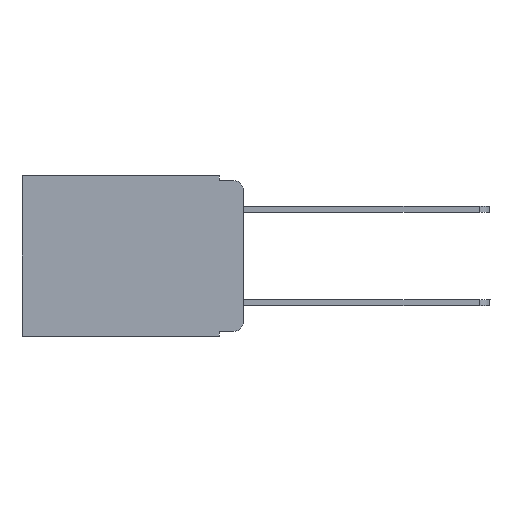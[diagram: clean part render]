
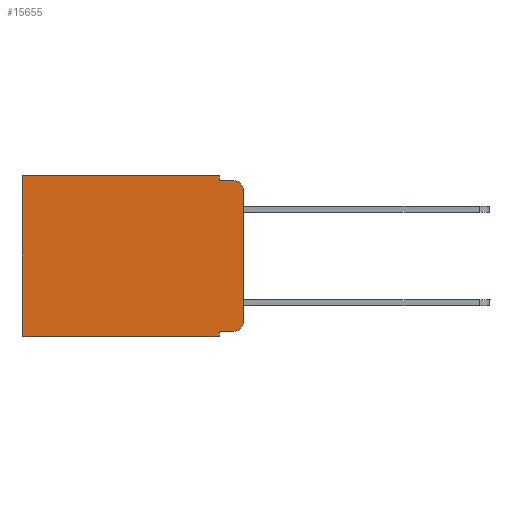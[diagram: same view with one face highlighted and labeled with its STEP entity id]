
A CAD part, left-side view. The second image highlights one B-rep face of the part: STEP entity #15655.
In plain terms, the highlighted planar face has unit normal (-1, 0, 0).
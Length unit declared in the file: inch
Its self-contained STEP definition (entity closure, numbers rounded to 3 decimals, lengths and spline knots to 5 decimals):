
#48 = VERTEX_POINT ( 'NONE', #7344 ) ;
#303 = EDGE_CURVE ( 'NONE', #1934, #6524, #7942, .T. ) ;
#309 = CARTESIAN_POINT ( 'NONE',  ( 0.298, 0.473, 0. ) ) ;
#667 = AXIS2_PLACEMENT_3D ( 'NONE', #1626, #6879, #12181 ) ;
#912 = CARTESIAN_POINT ( 'NONE',  ( 0.298, 0.051, -0.01 ) ) ;
#924 = LINE ( 'NONE', #7665, #10843 ) ;
#1267 = EDGE_CURVE ( 'NONE', #4926, #8462, #924, .T. ) ;
#1308 = CARTESIAN_POINT ( 'NONE',  ( 0.298, 0., -0.03 ) ) ;
#1626 = CARTESIAN_POINT ( 'NONE',  ( 0.298, 0., 0. ) ) ;
#1934 = VERTEX_POINT ( 'NONE', #1308 ) ;
#2372 = CARTESIAN_POINT ( 'NONE',  ( 0.298, 0.02, -0.01 ) ) ;
#2921 = FACE_OUTER_BOUND ( 'NONE', #8085, .T. ) ;
#3029 = CARTESIAN_POINT ( 'NONE',  ( 0.298, 0.051, -0.333 ) ) ;
#3261 = CARTESIAN_POINT ( 'NONE',  ( 0.298, 0.051, 0. ) ) ;
#3443 = DIRECTION ( 'NONE',  ( -1., 0., 0. ) ) ;
#3523 = ORIENTED_EDGE ( 'NONE', *, *, #1267, .T. ) ;
#3699 = ORIENTED_EDGE ( 'NONE', *, *, #7185, .F. ) ;
#3778 = ORIENTED_EDGE ( 'NONE', *, *, #8465, .T. ) ;
#3796 = ORIENTED_EDGE ( 'NONE', *, *, #16156, .F. ) ;
#3799 = DIRECTION ( 'NONE',  ( 0., 0., -1. ) ) ;
#3814 = CARTESIAN_POINT ( 'NONE',  ( 0.298, 0.473, 0. ) ) ;
#4015 = VERTEX_POINT ( 'NONE', #4457 ) ;
#4188 = VERTEX_POINT ( 'NONE', #8003 ) ;
#4281 = ORIENTED_EDGE ( 'NONE', *, *, #10371, .T. ) ;
#4457 = CARTESIAN_POINT ( 'NONE',  ( 0.298, 0.051, -0.343 ) ) ;
#4594 = LINE ( 'NONE', #16727, #12425 ) ;
#4926 = VERTEX_POINT ( 'NONE', #3261 ) ;
#5385 = VECTOR ( 'NONE', #8623, 39.37008 ) ;
#5389 = VERTEX_POINT ( 'NONE', #3029 ) ;
#5444 = CARTESIAN_POINT ( 'NONE',  ( 0.298, 0., -0.343 ) ) ;
#5720 = VERTEX_POINT ( 'NONE', #8700 ) ;
#6054 = LINE ( 'NONE', #11620, #9706 ) ;
#6097 = DIRECTION ( 'NONE',  ( -1., 0., 0. ) ) ;
#6192 = DIRECTION ( 'NONE',  ( 0., 1., 0. ) ) ;
#6524 = VERTEX_POINT ( 'NONE', #2372 ) ;
#6631 = ORIENTED_EDGE ( 'NONE', *, *, #15713, .F. ) ;
#6744 = EDGE_CURVE ( 'NONE', #1934, #5720, #4594, .T. ) ;
#6879 = DIRECTION ( 'NONE',  ( 1., 0., 0. ) ) ;
#7185 = EDGE_CURVE ( 'NONE', #4015, #4188, #8050, .T. ) ;
#7344 = CARTESIAN_POINT ( 'NONE',  ( 0.298, 0.02, -0.333 ) ) ;
#7665 = CARTESIAN_POINT ( 'NONE',  ( 0.298, 0., 0. ) ) ;
#7672 = CARTESIAN_POINT ( 'NONE',  ( 0.298, 0.051, 0. ) ) ;
#7942 = CIRCLE ( 'NONE', #16788, 0.02 ) ;
#7961 = ORIENTED_EDGE ( 'NONE', *, *, #303, .T. ) ;
#8003 = CARTESIAN_POINT ( 'NONE',  ( 0.298, 0.473, -0.343 ) ) ;
#8032 = LINE ( 'NONE', #8790, #5385 ) ;
#8050 = LINE ( 'NONE', #5444, #13499 ) ;
#8085 = EDGE_LOOP ( 'NONE', ( #11981, #7961, #3796, #6631, #3523, #3778, #3699, #9600, #4281, #16118 ) ) ;
#8106 = LINE ( 'NONE', #309, #8828 ) ;
#8462 = VERTEX_POINT ( 'NONE', #3814 ) ;
#8465 = EDGE_CURVE ( 'NONE', #8462, #4188, #8106, .T. ) ;
#8623 = DIRECTION ( 'NONE',  ( 0., 0., -1. ) ) ;
#8700 = CARTESIAN_POINT ( 'NONE',  ( 0.298, 0., -0.313 ) ) ;
#8790 = CARTESIAN_POINT ( 'NONE',  ( 0.298, 0.051, 0. ) ) ;
#8796 = CARTESIAN_POINT ( 'NONE',  ( 0.298, 0.02, -0.03 ) ) ;
#8828 = VECTOR ( 'NONE', #16177, 39.37008 ) ;
#9600 = ORIENTED_EDGE ( 'NONE', *, *, #15546, .F. ) ;
#9706 = VECTOR ( 'NONE', #16904, 39.37008 ) ;
#9877 = DIRECTION ( 'NONE',  ( 0., 0., -1. ) ) ;
#10041 = CARTESIAN_POINT ( 'NONE',  ( 0.298, 0.051, -0.01 ) ) ;
#10070 = VECTOR ( 'NONE', #3799, 39.37008 ) ;
#10262 = DIRECTION ( 'NONE',  ( 0., 0., -1. ) ) ;
#10371 = EDGE_CURVE ( 'NONE', #5389, #48, #6054, .T. ) ;
#10374 = AXIS2_PLACEMENT_3D ( 'NONE', #15378, #6097, #16353 ) ;
#10623 = PLANE ( 'NONE',  #667 ) ;
#10843 = VECTOR ( 'NONE', #6192, 39.37008 ) ;
#10936 = CIRCLE ( 'NONE', #10374, 0.02 ) ;
#11339 = DIRECTION ( 'NONE',  ( 0., -1., 0. ) ) ;
#11620 = CARTESIAN_POINT ( 'NONE',  ( 0.298, 0.051, -0.333 ) ) ;
#11633 = VERTEX_POINT ( 'NONE', #912 ) ;
#11981 = ORIENTED_EDGE ( 'NONE', *, *, #6744, .F. ) ;
#12181 = DIRECTION ( 'NONE',  ( 0., 0., -1. ) ) ;
#12425 = VECTOR ( 'NONE', #9877, 39.37008 ) ;
#12581 = VECTOR ( 'NONE', #11339, 39.37008 ) ;
#12640 = LINE ( 'NONE', #10041, #12581 ) ;
#13499 = VECTOR ( 'NONE', #14793, 39.37008 ) ;
#14793 = DIRECTION ( 'NONE',  ( 0., 1., 0. ) ) ;
#15378 = CARTESIAN_POINT ( 'NONE',  ( 0.298, 0.02, -0.313 ) ) ;
#15546 = EDGE_CURVE ( 'NONE', #5389, #4015, #15660, .T. ) ;
#15655 = ADVANCED_FACE ( 'NONE', ( #2921 ), #10623, .F. ) ;
#15660 = LINE ( 'NONE', #7672, #10070 ) ;
#15713 = EDGE_CURVE ( 'NONE', #4926, #11633, #8032, .T. ) ;
#16118 = ORIENTED_EDGE ( 'NONE', *, *, #16552, .T. ) ;
#16156 = EDGE_CURVE ( 'NONE', #11633, #6524, #12640, .T. ) ;
#16177 = DIRECTION ( 'NONE',  ( 0., 0., -1. ) ) ;
#16353 = DIRECTION ( 'NONE',  ( 0., 0., -1. ) ) ;
#16552 = EDGE_CURVE ( 'NONE', #48, #5720, #10936, .T. ) ;
#16727 = CARTESIAN_POINT ( 'NONE',  ( 0.298, 0., 0. ) ) ;
#16788 = AXIS2_PLACEMENT_3D ( 'NONE', #8796, #3443, #10262 ) ;
#16904 = DIRECTION ( 'NONE',  ( 0., -1., 0. ) ) ;
